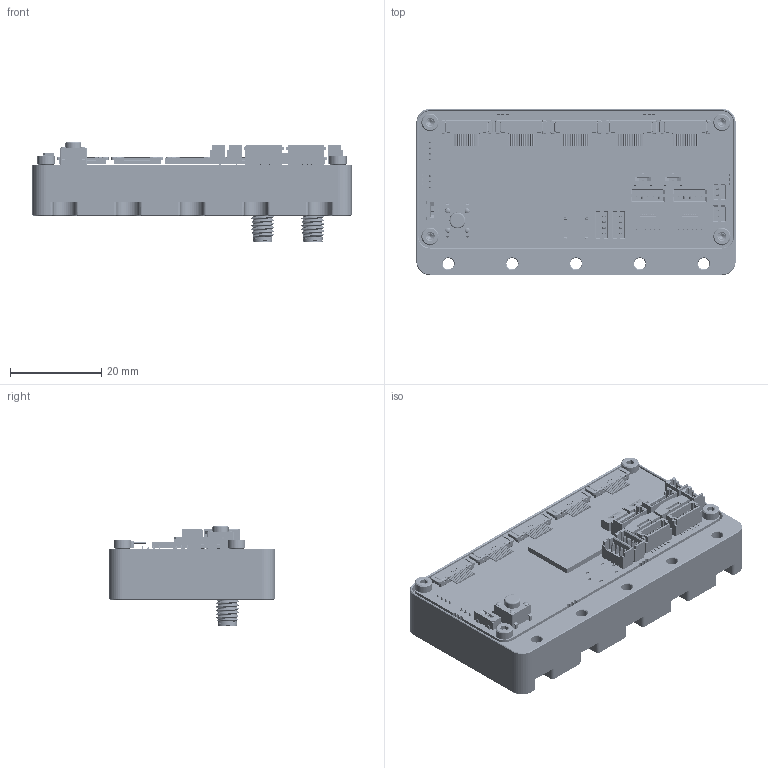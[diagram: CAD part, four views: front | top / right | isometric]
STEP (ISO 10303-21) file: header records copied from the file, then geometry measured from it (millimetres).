
FILE_DESCRIPTION(/* description */ (''),/* implementation_level */ '2;1');
FILE_NAME(/* name */ 'XS-5P-U3-UC-TC_01-STP.stp',/* time_stamp */ '2023-09-18T07:45:22+02:00',/* author */ (''),/* organization */ (''),/* preprocessor_version */ 'ST-DEVELOPER v18.102',/* originating_system */ 'SIEMENS PLM Software NX2206.8900',/* authorisation */ '');
FILE_SCHEMA (('AUTOMOTIVE_DESIGN { 1 0 10303 214 3 1 1 1 }'));
Products named in the file (12): 001481_01; 001792_01; 001224_01; 001766_01; 001071_01; 001761_02; 001803_01_MODEL; 001746_01; 001500_01_MODEL; 001758_01; 001775_01; 001772_01
Assembly tree (19 placements, depth 4):
  001772_01
    001775_01
      001766_01
      001224_01  x5
    001761_02
    001071_01  x4
    001758_01
      001500_01_MODEL
        001481_01
    001746_01
      001792_01
      001803_01_MODEL
        001481_01
Bounding box: 70 x 36.5 x 21.98 mm (x, y, z)
Volume: 20428.3 mm3; surface area: 21810 mm2
Topology: 113 solids, 1345 shells, 8353 faces, 26576 edges, 19559 vertices
Faces by surface type: plane 5978, cylinder 1905, cone 251, sphere 91, torus 86, bspline 42
Full cylindrical faces by diameter (mm): 0.48 x7, 0.5 x36, 0.66 x1, 0.9 x5, 0.95 x7, 1 x4, 1.3 x4, 1.6 x16, 2 x8, 2.1 x4, 2.5 x10, 3.68 x2, 3.8 x4, 4.25 x2, 5.07 x2, 6.2 x2, 9.5 x2
Entity records: 316190 total; most frequent: CARTESIAN_POINT 71489, ORIENTED_EDGE 44673, DIRECTION 43301, EDGE_CURVE 25838, VERTEX_POINT 19241, LINE 19083, VECTOR 19083, AXIS2_PLACEMENT_3D 12109
